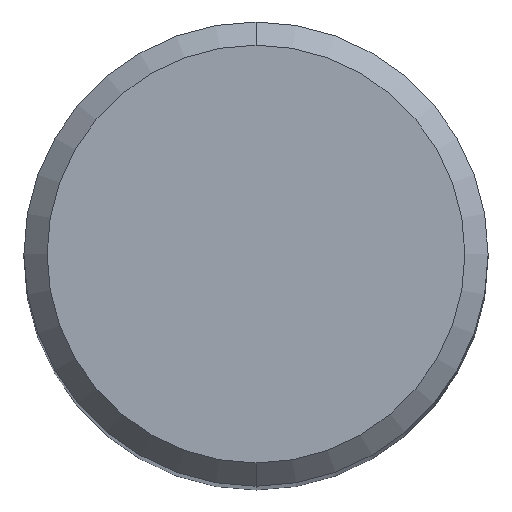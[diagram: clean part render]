
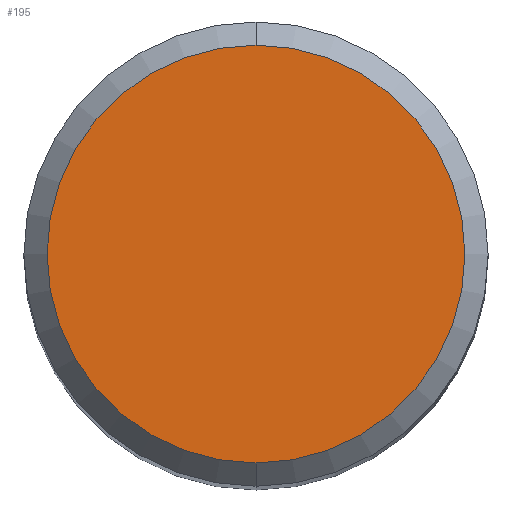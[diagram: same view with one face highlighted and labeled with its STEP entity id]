
A CAD part, top view. The second image highlights one B-rep face of the part: STEP entity #195.
In plain terms, the highlighted planar face has unit normal (0, 0, 1).
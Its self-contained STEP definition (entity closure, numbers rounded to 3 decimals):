
#195=ADVANCED_FACE('',(#504),#505,.T.);
#277=EDGE_CURVE('',#397,#355,#594,.T.);
#355=VERTEX_POINT('',#679);
#397=VERTEX_POINT('',#725);
#409=EDGE_CURVE('',#355,#397,#738,.T.);
#504=FACE_OUTER_BOUND('',#851,.T.);
#505=PLANE('',#852);
#594=CIRCLE('',#1055,3.6);
#679=CARTESIAN_POINT('',(0.0,3.6,0.0));
#725=CARTESIAN_POINT('',(0.,-3.6,0.0));
#738=CIRCLE('',#1326,3.6);
#851=EDGE_LOOP('',(#1481,#1482));
#852=AXIS2_PLACEMENT_3D('',#1483,#1484,#1485);
#1055=AXIS2_PLACEMENT_3D('',#1564,#1565,#1566);
#1326=AXIS2_PLACEMENT_3D('',#1729,#1730,#1731);
#1481=ORIENTED_EDGE('',*,*,#409,.F.);
#1482=ORIENTED_EDGE('',*,*,#277,.F.);
#1483=CARTESIAN_POINT('',(0.0,1.8,0.0));
#1484=DIRECTION('',(-0.0,0.0,1.0));
#1485=DIRECTION('',(0.0,-1.0,0.0));
#1564=CARTESIAN_POINT('',(0.0,0.0,0.0));
#1565=DIRECTION('',(0.0,0.0,-1.0));
#1566=DIRECTION('',(0.0,1.0,0.0));
#1729=CARTESIAN_POINT('',(0.0,0.0,0.0));
#1730=DIRECTION('',(0.0,0.0,-1.0));
#1731=DIRECTION('',(0.0,1.0,0.0));
